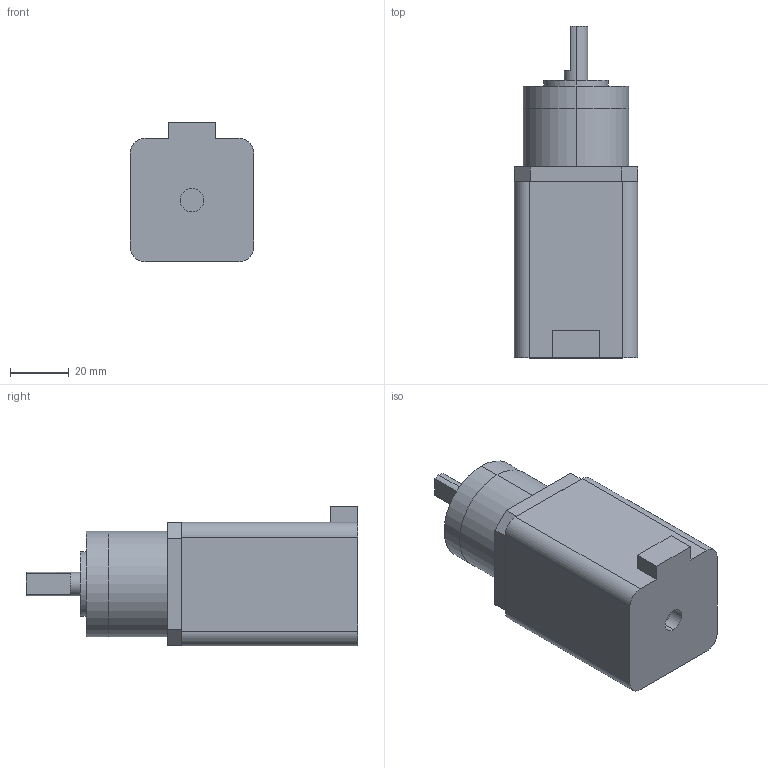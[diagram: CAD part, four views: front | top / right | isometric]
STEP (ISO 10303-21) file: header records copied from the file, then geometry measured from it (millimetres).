
FILE_DESCRIPTION (( 'STEP AP214' ), '1' );
FILE_NAME ('菁釱.STEP', '2024-06-29T07:40:43', ( '' ), ( '' ), 'SwSTEP 2.0', 'SolidWorks 2021', '' );
FILE_SCHEMA (( 'AUTOMOTIVE_DESIGN' ));
Length unit declared in the file: millimetre
Products named in the file (3): 菁釱; 42祭輛萇儂-60mm詢; 42俴陎熬厒ん-媼撰-32.5mm詢-13.7,19.2
Assembly tree (2 placements, depth 2):
  菁釱
    42祭輛萇儂-60mm詢
    42俴陎熬厒ん-媼撰-32.5mm詢-13.7,19.2
Bounding box: 42 x 113 x 47.5 mm (x, y, z)
Volume: 140537.4 mm3; surface area: 23076.9 mm2
Topology: 2 solids, 2 shells, 98 faces, 220 edges, 146 vertices
Faces by surface type: cylinder 54, plane 44
Entity records: 3146 total; most frequent: DIRECTION 536, CARTESIAN_POINT 469, ORIENTED_EDGE 440, EDGE_CURVE 220, AXIS2_PLACEMENT_3D 213, VERTEX_POINT 146, EDGE_LOOP 126, VECTOR 110
